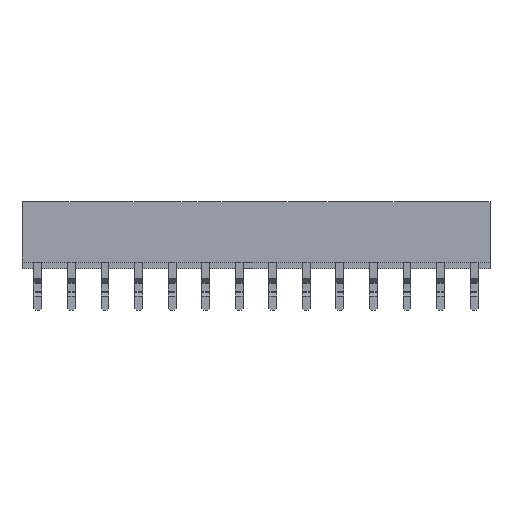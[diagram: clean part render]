
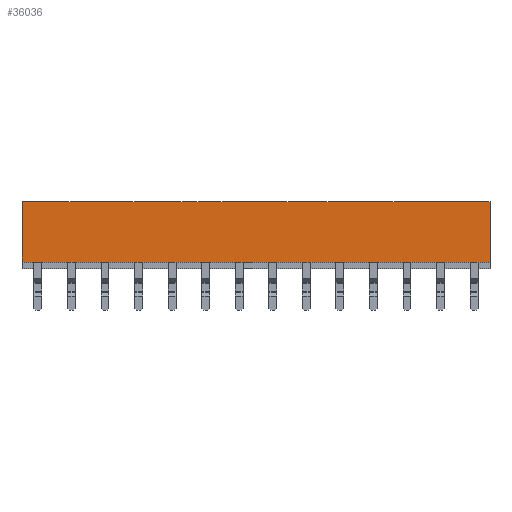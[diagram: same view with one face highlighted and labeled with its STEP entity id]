
A CAD part, top view. The second image highlights one B-rep face of the part: STEP entity #36036.
In plain terms, the highlighted planar face has unit normal (0, 0, 1).
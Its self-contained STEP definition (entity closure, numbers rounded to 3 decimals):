
#1367 = ORIENTED_EDGE ( 'NONE', *, *, #4297, .T. ) ;
#2254 = ORIENTED_EDGE ( 'NONE', *, *, #38904, .F. ) ;
#2343 = CARTESIAN_POINT ( 'NONE',  ( -17.715, 4.58, 5.08 ) ) ;
#4297 = EDGE_CURVE ( 'NONE', #15689, #39062, #12079, .T. ) ;
#5533 = VECTOR ( 'NONE', #5955, 1000. ) ;
#5955 = DIRECTION ( 'NONE',  ( 1., 0., 0. ) ) ;
#6187 = DIRECTION ( 'NONE',  ( 0., 0., -1. ) ) ;
#7961 = CARTESIAN_POINT ( 'NONE',  ( 17.715, 4.58, 5.08 ) ) ;
#9058 = LINE ( 'NONE', #38857, #34814 ) ;
#11118 = CARTESIAN_POINT ( 'NONE',  ( -17.715, 4.58, 5.08 ) ) ;
#12079 = LINE ( 'NONE', #12875, #25575 ) ;
#12216 = FACE_OUTER_BOUND ( 'NONE', #18266, .T. ) ;
#12875 = CARTESIAN_POINT ( 'NONE',  ( -17.715, 4.58, 5.08 ) ) ;
#13387 = CARTESIAN_POINT ( 'NONE',  ( -17.715, 0., 5.08 ) ) ;
#13465 = VERTEX_POINT ( 'NONE', #23170 ) ;
#15176 = VERTEX_POINT ( 'NONE', #17696 ) ;
#15689 = VERTEX_POINT ( 'NONE', #11118 ) ;
#15913 = VECTOR ( 'NONE', #29079, 1000. ) ;
#17696 = CARTESIAN_POINT ( 'NONE',  ( 17.715, 0., 5.08 ) ) ;
#18266 = EDGE_LOOP ( 'NONE', ( #30873, #34375, #2254, #1367 ) ) ;
#18877 = EDGE_CURVE ( 'NONE', #13465, #15176, #32094, .T. ) ;
#21527 = AXIS2_PLACEMENT_3D ( 'NONE', #31125, #6187, #22059 ) ;
#22059 = DIRECTION ( 'NONE',  ( -1., 0., 0. ) ) ;
#23170 = CARTESIAN_POINT ( 'NONE',  ( 17.715, 4.58, 5.08 ) ) ;
#24487 = PLANE ( 'NONE',  #21527 ) ;
#25575 = VECTOR ( 'NONE', #37408, 1000. ) ;
#29079 = DIRECTION ( 'NONE',  ( 0., -1., 0. ) ) ;
#29993 = DIRECTION ( 'NONE',  ( 1., 0., 0. ) ) ;
#30095 = LINE ( 'NONE', #2343, #5533 ) ;
#30873 = ORIENTED_EDGE ( 'NONE', *, *, #33125, .T. ) ;
#31125 = CARTESIAN_POINT ( 'NONE',  ( -17.715, 4.58, 5.08 ) ) ;
#32094 = LINE ( 'NONE', #7961, #15913 ) ;
#33125 = EDGE_CURVE ( 'NONE', #39062, #15176, #9058, .T. ) ;
#34375 = ORIENTED_EDGE ( 'NONE', *, *, #18877, .F. ) ;
#34814 = VECTOR ( 'NONE', #29993, 1000. ) ;
#36036 = ADVANCED_FACE ( 'NONE', ( #12216 ), #24487, .F. ) ;
#37408 = DIRECTION ( 'NONE',  ( 0., -1., 0. ) ) ;
#38857 = CARTESIAN_POINT ( 'NONE',  ( -17.715, 0., 5.08 ) ) ;
#38904 = EDGE_CURVE ( 'NONE', #15689, #13465, #30095, .T. ) ;
#39062 = VERTEX_POINT ( 'NONE', #13387 ) ;
